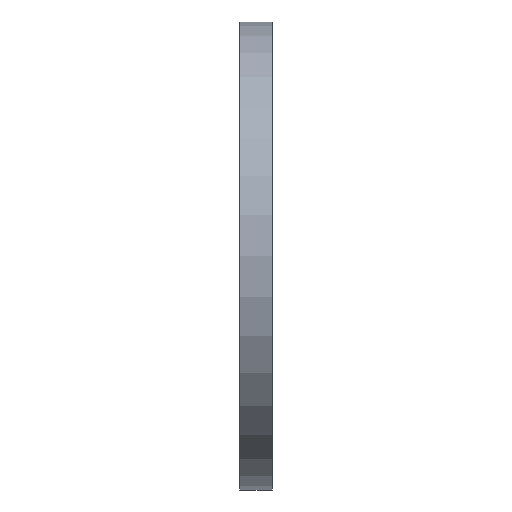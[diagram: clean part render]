
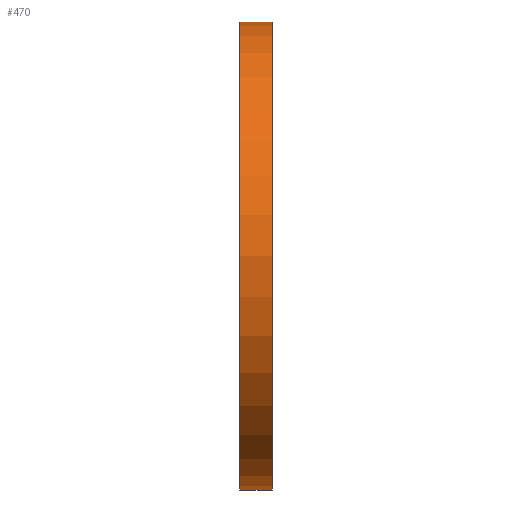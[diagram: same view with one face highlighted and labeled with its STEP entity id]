
A CAD part, front view. The second image highlights one B-rep face of the part: STEP entity #470.
In plain terms, the highlighted cylindrical face has radius 546.1 mm (diameter 1092.2 mm), a partial arc.
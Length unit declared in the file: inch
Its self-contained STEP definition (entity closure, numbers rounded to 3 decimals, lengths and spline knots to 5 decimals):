
#6 = FACE_OUTER_BOUND ( 'NONE', #514, .T. ) ;
#9 = CARTESIAN_POINT ( 'NONE',  ( 3.0625, 0., -21.5 ) ) ;
#42 = CARTESIAN_POINT ( 'NONE',  ( 3.0625, 0., 0. ) ) ;
#94 = CARTESIAN_POINT ( 'NONE',  ( 0.0625, 0., -21.5 ) ) ;
#131 = CARTESIAN_POINT ( 'NONE',  ( 3.0625, 0., 21.5 ) ) ;
#217 = ORIENTED_EDGE ( 'NONE', *, *, #1332, .F. ) ;
#277 = DIRECTION ( 'NONE',  ( -1., 0., 0. ) ) ;
#369 = CYLINDRICAL_SURFACE ( 'NONE', #435, 21.5 ) ;
#405 = ORIENTED_EDGE ( 'NONE', *, *, #1394, .T. ) ;
#435 = AXIS2_PLACEMENT_3D ( 'NONE', #998, #1244, #737 ) ;
#470 = ADVANCED_FACE ( 'NONE', ( #6 ), #369, .T. ) ;
#514 = EDGE_LOOP ( 'NONE', ( #1285, #1228, #405, #217 ) ) ;
#551 = LINE ( 'NONE', #1197, #936 ) ;
#647 = VERTEX_POINT ( 'NONE', #1453 ) ;
#701 = DIRECTION ( 'NONE',  ( -1., 0., 0. ) ) ;
#737 = DIRECTION ( 'NONE',  ( 0., 0., 1. ) ) ;
#751 = VECTOR ( 'NONE', #701, 39.37008 ) ;
#794 = DIRECTION ( 'NONE',  ( 0., 0., 1. ) ) ;
#840 = DIRECTION ( 'NONE',  ( 0., 0., 1. ) ) ;
#848 = CIRCLE ( 'NONE', #1634, 21.5 ) ;
#849 = LINE ( 'NONE', #974, #751 ) ;
#936 = VECTOR ( 'NONE', #1314, 39.37008 ) ;
#950 = DIRECTION ( 'NONE',  ( -1., 0., 0. ) ) ;
#974 = CARTESIAN_POINT ( 'NONE',  ( 0., 0., 21.5 ) ) ;
#983 = CIRCLE ( 'NONE', #1482, 21.5 ) ;
#998 = CARTESIAN_POINT ( 'NONE',  ( 0., 0., 0. ) ) ;
#1048 = VERTEX_POINT ( 'NONE', #131 ) ;
#1088 = VERTEX_POINT ( 'NONE', #94 ) ;
#1197 = CARTESIAN_POINT ( 'NONE',  ( 0., 0., -21.5 ) ) ;
#1220 = EDGE_CURVE ( 'NONE', #1530, #1088, #551, .T. ) ;
#1228 = ORIENTED_EDGE ( 'NONE', *, *, #1308, .T. ) ;
#1244 = DIRECTION ( 'NONE',  ( -1., 0., 0. ) ) ;
#1285 = ORIENTED_EDGE ( 'NONE', *, *, #1220, .F. ) ;
#1308 = EDGE_CURVE ( 'NONE', #1530, #1048, #848, .T. ) ;
#1314 = DIRECTION ( 'NONE',  ( -1., 0., 0. ) ) ;
#1332 = EDGE_CURVE ( 'NONE', #1088, #647, #983, .T. ) ;
#1345 = CARTESIAN_POINT ( 'NONE',  ( 0.0625, 0., 0. ) ) ;
#1394 = EDGE_CURVE ( 'NONE', #1048, #647, #849, .T. ) ;
#1453 = CARTESIAN_POINT ( 'NONE',  ( 0.0625, 0., 21.5 ) ) ;
#1482 = AXIS2_PLACEMENT_3D ( 'NONE', #1345, #950, #840 ) ;
#1530 = VERTEX_POINT ( 'NONE', #9 ) ;
#1634 = AXIS2_PLACEMENT_3D ( 'NONE', #42, #277, #794 ) ;
